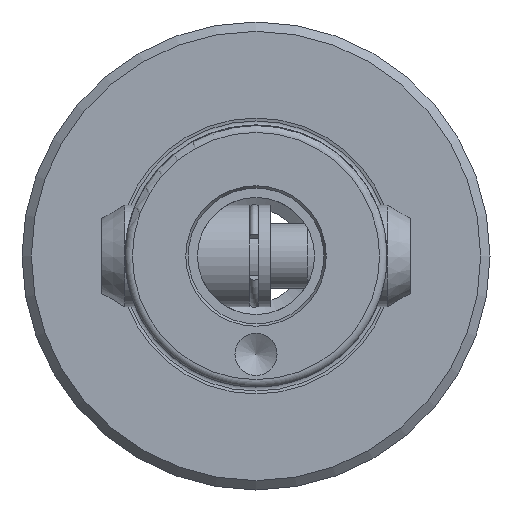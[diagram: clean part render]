
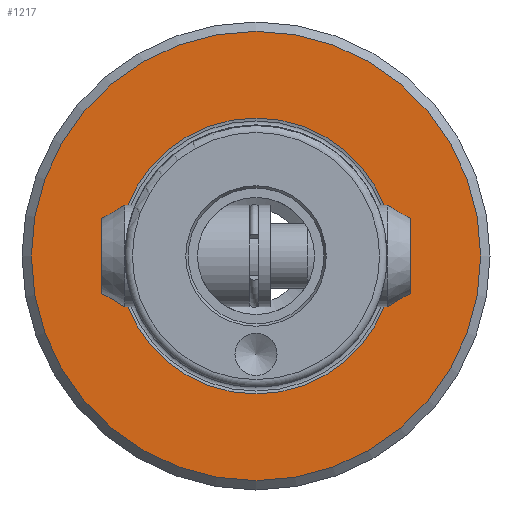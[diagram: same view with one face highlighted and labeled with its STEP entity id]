
A CAD part, left-side view. The second image highlights one B-rep face of the part: STEP entity #1217.
In plain terms, the highlighted planar face has unit normal (-1, 0, 0).
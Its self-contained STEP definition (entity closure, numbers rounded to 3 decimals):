
#95 = CIRCLE ( 'NONE', #539, 24. ) ;
#215 = DIRECTION ( 'NONE',  ( 1., 0., 0. ) ) ;
#520 = PLANE ( 'NONE',  #2582 ) ;
#527 = FACE_OUTER_BOUND ( 'NONE', #1832, .T. ) ;
#539 = AXIS2_PLACEMENT_3D ( 'NONE', #800, #3271, #2946 ) ;
#800 = CARTESIAN_POINT ( 'NONE',  ( 30., 0., 0. ) ) ;
#914 = FACE_BOUND ( 'NONE', #1405, .T. ) ;
#1031 = DIRECTION ( 'NONE',  ( -1., 0., 0. ) ) ;
#1084 = EDGE_CURVE ( 'NONE', #3172, #3172, #1930, .T. ) ;
#1217 = ADVANCED_FACE ( 'NONE', ( #914, #527 ), #520, .F. ) ;
#1324 = ORIENTED_EDGE ( 'NONE', *, *, #1992, .T. ) ;
#1405 = EDGE_LOOP ( 'NONE', ( #1959 ) ) ;
#1582 = CARTESIAN_POINT ( 'NONE',  ( 30., 0., 0. ) ) ;
#1591 = DIRECTION ( 'NONE',  ( 0., 0., 1. ) ) ;
#1832 = EDGE_LOOP ( 'NONE', ( #1324 ) ) ;
#1833 = DIRECTION ( 'NONE',  ( 0., 0., -1. ) ) ;
#1851 = CARTESIAN_POINT ( 'NONE',  ( 30., 14.739, 0. ) ) ;
#1930 = CIRCLE ( 'NONE', #2417, 14.739 ) ;
#1959 = ORIENTED_EDGE ( 'NONE', *, *, #1084, .F. ) ;
#1992 = EDGE_CURVE ( 'NONE', #3124, #3124, #95, .T. ) ;
#2083 = CARTESIAN_POINT ( 'NONE',  ( 30., 0., 24. ) ) ;
#2417 = AXIS2_PLACEMENT_3D ( 'NONE', #1582, #1031, #1591 ) ;
#2582 = AXIS2_PLACEMENT_3D ( 'NONE', #1851, #215, #1833 ) ;
#2588 = CARTESIAN_POINT ( 'NONE',  ( 30., 0., 14.739 ) ) ;
#2946 = DIRECTION ( 'NONE',  ( 0., 0., 1. ) ) ;
#3124 = VERTEX_POINT ( 'NONE', #2083 ) ;
#3172 = VERTEX_POINT ( 'NONE', #2588 ) ;
#3271 = DIRECTION ( 'NONE',  ( -1., 0., 0. ) ) ;
